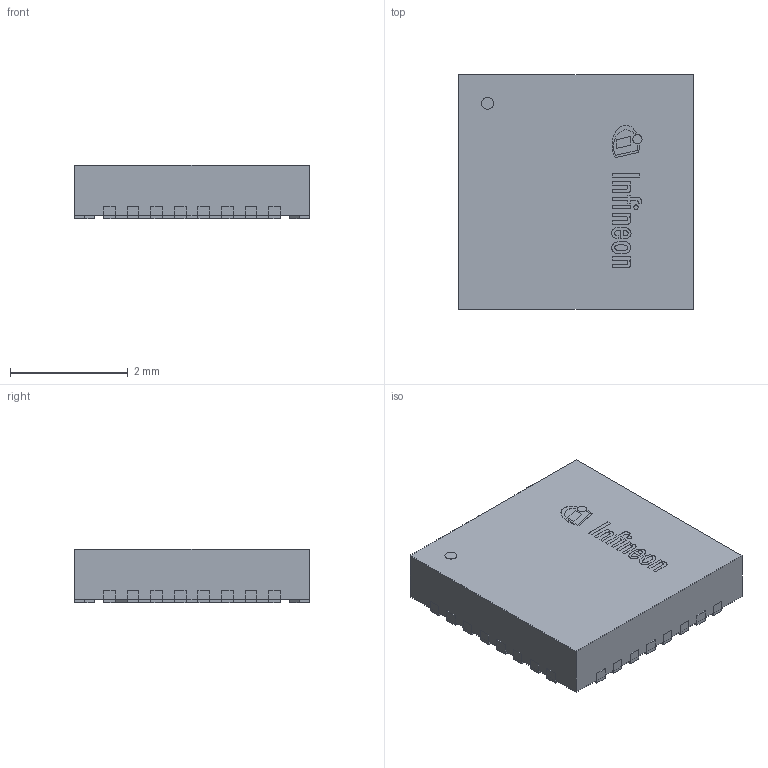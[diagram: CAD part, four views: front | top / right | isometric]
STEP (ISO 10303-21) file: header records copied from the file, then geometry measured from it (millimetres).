
FILE_DESCRIPTION(/* description */ (''),/* implementation_level */ '2;1');
FILE_NAME(/* name */ 'PG-VQFN-32-22_Z8B00202438_V02_3D.stp',/* time_stamp */ '2021-06-23T16:02:09+06:00',/* author */ ('janartha'),/* organization */ (''),/* preprocessor_version */ 'ST-DEVELOPER v16.13',/* originating_system */ 'AutoCAD Mechanical',/* authorisation */ '');
FILE_SCHEMA (('AUTOMOTIVE_DESIGN { 1 0 10303 214 3 1 1 }'));
Length unit declared in the file: millimetre
Products named in the file (1): Product
Bounding box: 4 x 4 x 0.9 mm (x, y, z)
Surface area: 75 mm2
Topology: 47 solids, 47 shells, 331 faces, 708 edges, 472 vertices
Faces by surface type: plane 307, bspline 18, cylinder 6
Full cylindrical faces by diameter (mm): 0.076 x1, 0.157 x1, 0.2 x2
Entity records: 8927 total; most frequent: CARTESIAN_POINT 1878, ORIENTED_EDGE 1408, DIRECTION 1308, EDGE_CURVE 704, LINE 656, VECTOR 656, VERTEX_POINT 472, EDGE_LOOP 340
